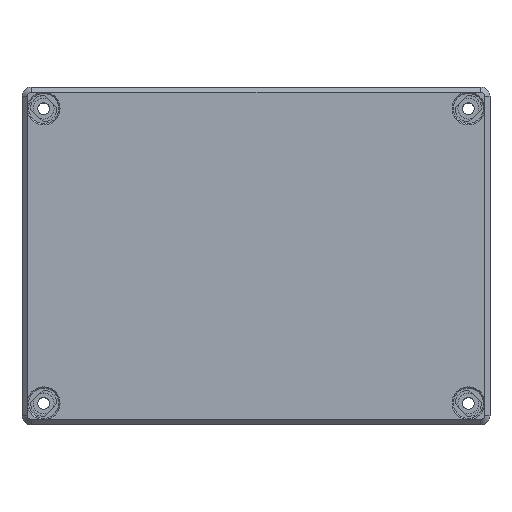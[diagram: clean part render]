
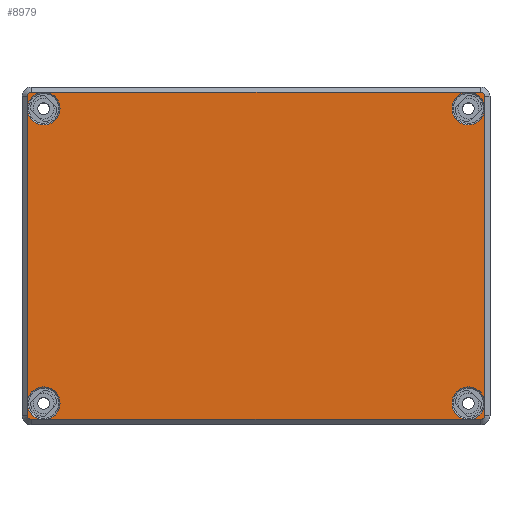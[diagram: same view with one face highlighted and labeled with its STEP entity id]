
A CAD part, top view. The second image highlights one B-rep face of the part: STEP entity #8979.
In plain terms, the highlighted planar face has unit normal (0, 0, 1).
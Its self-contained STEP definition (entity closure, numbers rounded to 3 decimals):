
#65 = VERTEX_POINT ( 'NONE', #23851 ) ;
#333 = EDGE_CURVE ( 'NONE', #12008, #7541, #9322, .T. ) ;
#336 = DIRECTION ( 'NONE',  ( 0., 0., 1. ) ) ;
#371 = PLANE ( 'NONE',  #13881 ) ;
#387 = EDGE_CURVE ( 'NONE', #19512, #9400, #12004, .T. ) ;
#489 = AXIS2_PLACEMENT_3D ( 'NONE', #25496, #10861, #25763 ) ;
#625 = CARTESIAN_POINT ( 'NONE',  ( 289.629, -63., 100.6 ) ) ;
#1467 = CARTESIAN_POINT ( 'NONE',  ( 290.422, -56.75, 100.6 ) ) ;
#1473 = EDGE_CURVE ( 'NONE', #25613, #2506, #17455, .T. ) ;
#1922 = EDGE_CURVE ( 'NONE', #24359, #65, #27346, .T. ) ;
#2015 = CIRCLE ( 'NONE', #19083, 6.3 ) ;
#2157 = CARTESIAN_POINT ( 'NONE',  ( 285.572, -61.5, 100.6 ) ) ;
#2438 = DIRECTION ( 'NONE',  ( -1., 0., 0. ) ) ;
#2506 = VERTEX_POINT ( 'NONE', #17978 ) ;
#2765 = CARTESIAN_POINT ( 'NONE',  ( 458.772, -63., 100.6 ) ) ;
#2819 = CARTESIAN_POINT ( 'NONE',  ( 458.772, -63., 100.6 ) ) ;
#3367 = ORIENTED_EDGE ( 'NONE', *, *, #11234, .T. ) ;
#3710 = DIRECTION ( 'NONE',  ( 1., 0., 0. ) ) ;
#4309 = LINE ( 'NONE', #19082, #5207 ) ;
#4431 = AXIS2_PLACEMENT_3D ( 'NONE', #2157, #6904, #15477 ) ;
#4773 = ORIENTED_EDGE ( 'NONE', *, *, #333, .T. ) ;
#5066 = CARTESIAN_POINT ( 'NONE',  ( 460.272, -61.5, 100.6 ) ) ;
#5141 = DIRECTION ( 'NONE',  ( 1., 0., 0. ) ) ;
#5207 = VECTOR ( 'NONE', #14864, 1000. ) ;
#5396 = ORIENTED_EDGE ( 'NONE', *, *, #20144, .T. ) ;
#5428 = VERTEX_POINT ( 'NONE', #8870 ) ;
#5441 = VERTEX_POINT ( 'NONE', #5066 ) ;
#6542 = ORIENTED_EDGE ( 'NONE', *, *, #27652, .T. ) ;
#6831 = DIRECTION ( 'NONE',  ( -1., 0., 0. ) ) ;
#6904 = DIRECTION ( 'NONE',  ( 0., 0., 1. ) ) ;
#7541 = VERTEX_POINT ( 'NONE', #8829 ) ;
#7753 = DIRECTION ( 'NONE',  ( 0., -1., 0. ) ) ;
#7758 = CARTESIAN_POINT ( 'NONE',  ( 284.072, -61.5, 100.6 ) ) ;
#8073 = VECTOR ( 'NONE', #7753, 1000. ) ;
#8262 = ORIENTED_EDGE ( 'NONE', *, *, #27802, .T. ) ;
#8284 = DIRECTION ( 'NONE',  ( -1., 0., 0. ) ) ;
#8656 = DIRECTION ( 'NONE',  ( 0., 0., -1. ) ) ;
#8660 = CIRCLE ( 'NONE', #23023, 1.5 ) ;
#8822 = ORIENTED_EDGE ( 'NONE', *, *, #14595, .T. ) ;
#8829 = CARTESIAN_POINT ( 'NONE',  ( 453.129, 63., 100.6 ) ) ;
#8870 = CARTESIAN_POINT ( 'NONE',  ( 285.572, 63., 100.6 ) ) ;
#8949 = CARTESIAN_POINT ( 'NONE',  ( 285.572, 61.5, 100.6 ) ) ;
#8951 = LINE ( 'NONE', #11318, #9785 ) ;
#8979 = ADVANCED_FACE ( 'NONE', ( #26216 ), #371, .F. ) ;
#9322 = CIRCLE ( 'NONE', #15149, 6.3 ) ;
#9400 = VERTEX_POINT ( 'NONE', #17752 ) ;
#9595 = CARTESIAN_POINT ( 'NONE',  ( 284.072, -61.5, 100.6 ) ) ;
#9610 = CARTESIAN_POINT ( 'NONE',  ( 460.272, 61.5, 100.6 ) ) ;
#9785 = VECTOR ( 'NONE', #5141, 1000. ) ;
#10027 = DIRECTION ( 'NONE',  ( 0., 0., -1. ) ) ;
#10109 = AXIS2_PLACEMENT_3D ( 'NONE', #1467, #10027, #20446 ) ;
#10199 = CARTESIAN_POINT ( 'NONE',  ( 291.214, 63., 100.6 ) ) ;
#10230 = VECTOR ( 'NONE', #13294, 1000. ) ;
#10282 = DIRECTION ( 'NONE',  ( -1., 0., 0. ) ) ;
#10553 = CARTESIAN_POINT ( 'NONE',  ( 290.422, 56.75, 100.6 ) ) ;
#10861 = DIRECTION ( 'NONE',  ( 0., 0., 1. ) ) ;
#10947 = ORIENTED_EDGE ( 'NONE', *, *, #21081, .T. ) ;
#11218 = EDGE_CURVE ( 'NONE', #24468, #26115, #23862, .T. ) ;
#11234 = EDGE_CURVE ( 'NONE', #16969, #25865, #8951, .T. ) ;
#11272 = DIRECTION ( 'NONE',  ( 0., 1., 0. ) ) ;
#11318 = CARTESIAN_POINT ( 'NONE',  ( 458.772, -63., 100.6 ) ) ;
#11689 = VERTEX_POINT ( 'NONE', #625 ) ;
#12004 = CIRCLE ( 'NONE', #24123, 1.5 ) ;
#12008 = VERTEX_POINT ( 'NONE', #16639 ) ;
#12441 = VERTEX_POINT ( 'NONE', #26776 ) ;
#12505 = CARTESIAN_POINT ( 'NONE',  ( 453.922, -56.75, 100.6 ) ) ;
#13109 = DIRECTION ( 'NONE',  ( -1., 0., 0. ) ) ;
#13294 = DIRECTION ( 'NONE',  ( 1., 0., 0. ) ) ;
#13881 = AXIS2_PLACEMENT_3D ( 'NONE', #17372, #8656, #17230 ) ;
#14491 = VECTOR ( 'NONE', #23165, 1000. ) ;
#14595 = EDGE_CURVE ( 'NONE', #12441, #25613, #18464, .T. ) ;
#14729 = CARTESIAN_POINT ( 'NONE',  ( 458.772, 63., 100.6 ) ) ;
#14864 = DIRECTION ( 'NONE',  ( -1., 0., 0. ) ) ;
#14914 = DIRECTION ( 'NONE',  ( 0., 0., -1. ) ) ;
#14964 = CARTESIAN_POINT ( 'NONE',  ( 291.214, -63., 100.6 ) ) ;
#15149 = AXIS2_PLACEMENT_3D ( 'NONE', #25356, #15227, #2438 ) ;
#15227 = DIRECTION ( 'NONE',  ( 0., 0., -1. ) ) ;
#15477 = DIRECTION ( 'NONE',  ( -1., 0., 0. ) ) ;
#16174 = EDGE_LOOP ( 'NONE', ( #20920, #10947, #23734, #5396, #3367, #6542, #8262, #22801, #20575, #4773, #17964, #23263, #19675, #20353, #8822, #16747 ) ) ;
#16411 = VECTOR ( 'NONE', #3710, 1000. ) ;
#16639 = CARTESIAN_POINT ( 'NONE',  ( 454.714, 63., 100.6 ) ) ;
#16747 = ORIENTED_EDGE ( 'NONE', *, *, #1473, .T. ) ;
#16969 = VERTEX_POINT ( 'NONE', #19307 ) ;
#17193 = CARTESIAN_POINT ( 'NONE',  ( 458.772, 61.5, 100.6 ) ) ;
#17230 = DIRECTION ( 'NONE',  ( -1., 0., 0. ) ) ;
#17372 = CARTESIAN_POINT ( 'NONE',  ( 458.772, -61.5, 100.6 ) ) ;
#17455 = CIRCLE ( 'NONE', #4431, 1.5 ) ;
#17689 = EDGE_CURVE ( 'NONE', #9400, #12008, #21329, .T. ) ;
#17752 = CARTESIAN_POINT ( 'NONE',  ( 458.772, 63., 100.6 ) ) ;
#17964 = ORIENTED_EDGE ( 'NONE', *, *, #24783, .T. ) ;
#17978 = CARTESIAN_POINT ( 'NONE',  ( 285.572, -63., 100.6 ) ) ;
#18464 = LINE ( 'NONE', #9595, #8073 ) ;
#18978 = CARTESIAN_POINT ( 'NONE',  ( 453.129, -63., 100.6 ) ) ;
#19024 = EDGE_CURVE ( 'NONE', #5428, #12441, #8660, .T. ) ;
#19082 = CARTESIAN_POINT ( 'NONE',  ( 458.772, 63., 100.6 ) ) ;
#19083 = AXIS2_PLACEMENT_3D ( 'NONE', #12505, #27551, #8284 ) ;
#19307 = CARTESIAN_POINT ( 'NONE',  ( 454.714, -63., 100.6 ) ) ;
#19512 = VERTEX_POINT ( 'NONE', #9610 ) ;
#19675 = ORIENTED_EDGE ( 'NONE', *, *, #21734, .T. ) ;
#20144 = EDGE_CURVE ( 'NONE', #26115, #16969, #2015, .T. ) ;
#20353 = ORIENTED_EDGE ( 'NONE', *, *, #19024, .T. ) ;
#20446 = DIRECTION ( 'NONE',  ( -1., 0., 0. ) ) ;
#20486 = DIRECTION ( 'NONE',  ( -1., 0., 0. ) ) ;
#20575 = ORIENTED_EDGE ( 'NONE', *, *, #17689, .T. ) ;
#20620 = AXIS2_PLACEMENT_3D ( 'NONE', #10553, #14914, #10282 ) ;
#20731 = LINE ( 'NONE', #22550, #16411 ) ;
#20920 = ORIENTED_EDGE ( 'NONE', *, *, #21059, .T. ) ;
#21059 = EDGE_CURVE ( 'NONE', #2506, #11689, #20731, .T. ) ;
#21081 = EDGE_CURVE ( 'NONE', #11689, #24468, #23591, .T. ) ;
#21329 = LINE ( 'NONE', #14729, #14491 ) ;
#21692 = LINE ( 'NONE', #24212, #22033 ) ;
#21734 = EDGE_CURVE ( 'NONE', #65, #5428, #26392, .T. ) ;
#21883 = DIRECTION ( 'NONE',  ( 0., 0., 1. ) ) ;
#22033 = VECTOR ( 'NONE', #11272, 1000. ) ;
#22550 = CARTESIAN_POINT ( 'NONE',  ( 458.772, -63., 100.6 ) ) ;
#22588 = CARTESIAN_POINT ( 'NONE',  ( 458.772, 63., 100.6 ) ) ;
#22801 = ORIENTED_EDGE ( 'NONE', *, *, #387, .T. ) ;
#23023 = AXIS2_PLACEMENT_3D ( 'NONE', #8949, #21883, #6831 ) ;
#23165 = DIRECTION ( 'NONE',  ( -1., 0., 0. ) ) ;
#23263 = ORIENTED_EDGE ( 'NONE', *, *, #1922, .T. ) ;
#23591 = CIRCLE ( 'NONE', #10109, 6.3 ) ;
#23734 = ORIENTED_EDGE ( 'NONE', *, *, #11218, .T. ) ;
#23851 = CARTESIAN_POINT ( 'NONE',  ( 289.629, 63., 100.6 ) ) ;
#23862 = LINE ( 'NONE', #2765, #10230 ) ;
#24123 = AXIS2_PLACEMENT_3D ( 'NONE', #17193, #336, #13109 ) ;
#24212 = CARTESIAN_POINT ( 'NONE',  ( 460.272, -61.5, 100.6 ) ) ;
#24359 = VERTEX_POINT ( 'NONE', #10199 ) ;
#24468 = VERTEX_POINT ( 'NONE', #14964 ) ;
#24783 = EDGE_CURVE ( 'NONE', #7541, #24359, #4309, .T. ) ;
#24967 = VECTOR ( 'NONE', #20486, 1000. ) ;
#25356 = CARTESIAN_POINT ( 'NONE',  ( 453.922, 56.75, 100.6 ) ) ;
#25496 = CARTESIAN_POINT ( 'NONE',  ( 458.772, -61.5, 100.6 ) ) ;
#25613 = VERTEX_POINT ( 'NONE', #7758 ) ;
#25621 = CIRCLE ( 'NONE', #489, 1.5 ) ;
#25763 = DIRECTION ( 'NONE',  ( -1., 0., 0. ) ) ;
#25865 = VERTEX_POINT ( 'NONE', #2819 ) ;
#26115 = VERTEX_POINT ( 'NONE', #18978 ) ;
#26216 = FACE_OUTER_BOUND ( 'NONE', #16174, .T. ) ;
#26392 = LINE ( 'NONE', #22588, #24967 ) ;
#26776 = CARTESIAN_POINT ( 'NONE',  ( 284.072, 61.5, 100.6 ) ) ;
#27346 = CIRCLE ( 'NONE', #20620, 6.3 ) ;
#27551 = DIRECTION ( 'NONE',  ( 0., 0., -1. ) ) ;
#27652 = EDGE_CURVE ( 'NONE', #25865, #5441, #25621, .T. ) ;
#27802 = EDGE_CURVE ( 'NONE', #5441, #19512, #21692, .T. ) ;
